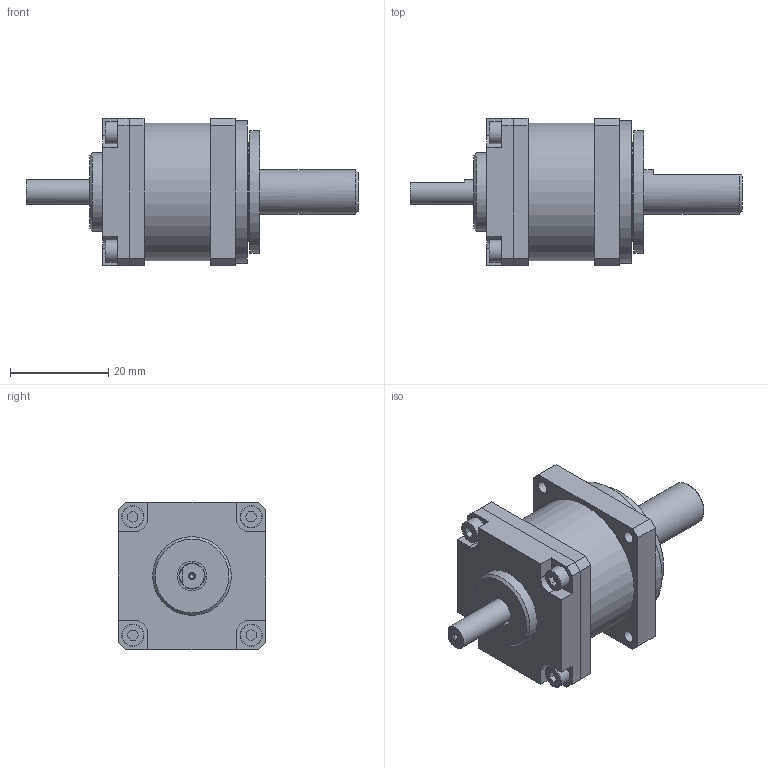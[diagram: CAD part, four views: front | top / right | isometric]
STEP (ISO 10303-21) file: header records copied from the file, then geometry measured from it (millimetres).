
FILE_DESCRIPTION(/* description */ ('STEP AP242','CAx-IF Rec.Pracs.---Representation and Presentation of Product Manufacturing Information (PMI)---4.0---2014-10-13','CAx-IF Rec.Pracs.---3D Tessellated Geometry---0.4---2014-09-14','2;1'),/* implementation_level */ '2;1');
FILE_NAME(/* name */ '68b5ac59fec9efc6a8b0ec9a',/* time_stamp */ '2025-09-01T14:23:23Z',/* author */ (''),/* organization */ (''),/* preprocessor_version */ 'ST-DEVELOPER v20',/* originating_system */ 'ONSHAPE BY PTC INC, 1.203',/* authorisation */ ' ');
FILE_SCHEMA (('AP242_MANAGED_MODEL_BASED_3D_ENGINEERING_MIM_LF { 1 0 10303 442 1 1 4 }'));
Length unit declared in the file: metre
Products named in the file (50): CS-08-1U-U; CSF-08-1U-07_??; ?? 2.5x5_??; ???????  M3�6_??; ????  M2.5�6_??; CSF-08-1U-04_??; CSF-08-1U-03_??; CSF-08-1U-06_??; CSF-08-1U-02_??; CS-08????_?? <1>; CSF-08-??????; ????20x26x4_??; CSF-08-1U-01_??; CS-08-1U-????_?? <1>; ????? 618?5_??; CSF-08-1U-05_??; ????19.63x14.22x3.3x3.1_??
Assembly tree (53 placements, depth 3):
  CS-08-1U-U
    CSF-08-1U-07_??
    ?? 2.5x5_??  x2
    ???????  M3�6_??  x4
    ????  M2.5�6_??
    CSF-08-1U-04_??
    CSF-08-1U-03_??
    CSF-08-1U-06_??
    CSF-08-1U-02_??
    CS-08????_?? <1>
      CSF-08-??????
      CSF-08-??????
    ????  M2.5�6_??
    ????  M2.5�6_??
    ????  M2.5�6_??
    ????20x26x4_??
    CSF-08-1U-01_??
    CS-08-1U-????_?? <1>
      ????? 618?5_??
      ????? 618?5_??
      ????? 618?5_??
      ????? 618?5_??
      CSF-08-1U-05_??
      ????? 618?5_??
      ????? 618?5_??
      ????? 618?5_??
      ????? 618?5_??
      ????? 618?5_??
      ????? 618?5_??
      ????? 618?5_??
      ????? 618?5_??
      ????? 618?5_??
      ????? 618?5_??
      ????? 618?5_??
      ????? 618?5_??
      ????? 618?5_??
      ????? 618?5_??
      ????? 618?5_??
      ????? 618?5_??
      ????? 618?5_??
      ????? 618?5_??
      ????? 618?5_??
      ????? 618?5_??
      ????? 618?5_??
      ????? 618?5_??
      ????? 618?5_??
      ????? 618?5_??
      ????19.63x14.22x3.3x3.1_??
      ????? 618?5_??
      ????? 618?5_??
Bounding box: 67.5 x 30 x 30 mm (x, y, z)
Volume: 22889 mm3; surface area: 23647.8 mm2
Topology: 51 solids, 51 shells, 750 faces, 1663 edges, 1051 vertices
Faces by surface type: plane 356, cylinder 223, cone 67, sphere 56, torus 48
Full cylindrical faces by diameter (mm): 1 x2, 1.25 x4, 1.5 x1, 2 x1, 2.05 x4, 2.5 x18, 2.598 x4, 2.7 x4, 3 x8, 3.3 x1, 4 x1, 4.5 x4, 5 x4, 5.5 x4, 6 x4, 7 x4, 8 x3, 8.6 x1, 9 x7, 11 x4, 13 x1, 14 x2, 14.22 x1, 14.5 x1, 14.8 x2, 15 x1, 15.42 x2, 16 x1, 17 x1, 17.4 x1
Entity records: 17305 total; most frequent: CARTESIAN_POINT 3400, DIRECTION 2822, ORIENTED_EDGE 2110, AXIS2_PLACEMENT_3D 1255, EDGE_CURVE 1055, FACE_BOUND 976, EDGE_LOOP 970, VERTEX_POINT 801
